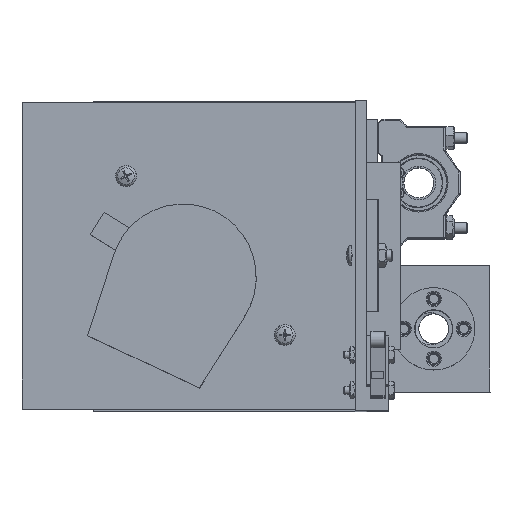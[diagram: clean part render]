
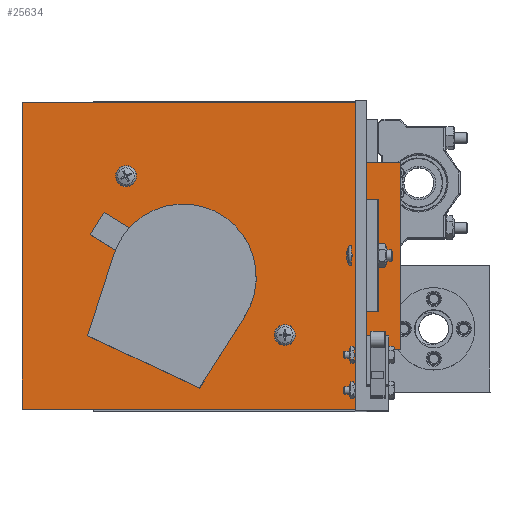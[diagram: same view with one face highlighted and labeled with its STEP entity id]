
A CAD part, top view. The second image highlights one B-rep face of the part: STEP entity #25634.
In plain terms, the highlighted planar face has unit normal (0, 0, 1).
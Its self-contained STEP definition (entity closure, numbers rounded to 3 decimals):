
#544=FACE_BOUND('',#4161,.T.);
#545=FACE_BOUND('',#4162,.T.);
#546=FACE_BOUND('',#4163,.T.);
#547=FACE_BOUND('',#4164,.T.);
#969=PLANE('',#27801);
#2595=FACE_OUTER_BOUND('',#4160,.T.);
#4160=EDGE_LOOP('',(#19004,#19005,#19006,#19007,#19008,#19009,#19010,#19011,
#19012,#19013));
#4161=EDGE_LOOP('',(#19014,#19015));
#4162=EDGE_LOOP('',(#19016,#19017));
#4163=EDGE_LOOP('',(#19018,#19019,#19020,#19021,#19022,#19023));
#4164=EDGE_LOOP('',(#19024,#19025));
#5916=CIRCLE('',#27760,17.5);
#5917=CIRCLE('',#27761,17.5);
#5932=CIRCLE('',#27802,2.8);
#5933=CIRCLE('',#27803,2.8);
#5934=CIRCLE('',#27804,2.8);
#5935=CIRCLE('',#27805,2.8);
#7473=LINE('',#42491,#8996);
#7476=LINE('',#42497,#8999);
#7480=LINE('',#42506,#9003);
#7484=LINE('',#42513,#9007);
#7487=LINE('',#42519,#9010);
#7491=LINE('',#42531,#9014);
#7494=LINE('',#42537,#9017);
#7505=LINE('',#42567,#9028);
#7506=LINE('',#42568,#9029);
#7507=LINE('',#42570,#9030);
#7508=LINE('',#42571,#9031);
#7509=LINE('',#42572,#9032);
#7510=LINE('',#42583,#9033);
#7511=LINE('',#42584,#9034);
#7512=LINE('',#42586,#9035);
#7513=LINE('',#42587,#9036);
#8996=VECTOR('',#32703,10.);
#8999=VECTOR('',#32708,10.);
#9003=VECTOR('',#32714,10.);
#9007=VECTOR('',#32720,10.);
#9010=VECTOR('',#32725,10.);
#9014=VECTOR('',#32735,10.);
#9017=VECTOR('',#32740,10.);
#9028=VECTOR('',#32765,10.);
#9029=VECTOR('',#32766,10.);
#9030=VECTOR('',#32767,10.);
#9031=VECTOR('',#32768,10.);
#9032=VECTOR('',#32769,10.);
#9033=VECTOR('',#32778,10.);
#9034=VECTOR('',#32779,10.);
#9035=VECTOR('',#32780,10.);
#9036=VECTOR('',#32781,10.);
#10826=VERTEX_POINT('',#42417);
#10827=VERTEX_POINT('',#42418);
#10849=VERTEX_POINT('',#42488);
#10850=VERTEX_POINT('',#42490);
#10852=VERTEX_POINT('',#42495);
#10855=VERTEX_POINT('',#42503);
#10856=VERTEX_POINT('',#42505);
#10858=VERTEX_POINT('',#42511);
#10860=VERTEX_POINT('',#42517);
#10864=VERTEX_POINT('',#42528);
#10865=VERTEX_POINT('',#42530);
#10867=VERTEX_POINT('',#42535);
#10878=VERTEX_POINT('',#42565);
#10879=VERTEX_POINT('',#42566);
#10880=VERTEX_POINT('',#42569);
#10881=VERTEX_POINT('',#42573);
#10882=VERTEX_POINT('',#42574);
#10883=VERTEX_POINT('',#42577);
#10884=VERTEX_POINT('',#42578);
#10885=VERTEX_POINT('',#42581);
#10886=VERTEX_POINT('',#42582);
#10887=VERTEX_POINT('',#42585);
#13752=EDGE_CURVE('',#10826,#10827,#5916,.T.);
#13753=EDGE_CURVE('',#10827,#10826,#5917,.T.);
#13785=EDGE_CURVE('',#10850,#10849,#7473,.T.);
#13788=EDGE_CURVE('',#10849,#10852,#7476,.T.);
#13792=EDGE_CURVE('',#10856,#10855,#7480,.T.);
#13796=EDGE_CURVE('',#10855,#10858,#7484,.T.);
#13799=EDGE_CURVE('',#10858,#10860,#7487,.T.);
#13804=EDGE_CURVE('',#10865,#10864,#7491,.T.);
#13807=EDGE_CURVE('',#10864,#10867,#7494,.T.);
#13822=EDGE_CURVE('',#10878,#10879,#7505,.T.);
#13823=EDGE_CURVE('',#10879,#10850,#7506,.T.);
#13824=EDGE_CURVE('',#10852,#10880,#7507,.T.);
#13825=EDGE_CURVE('',#10880,#10856,#7508,.T.);
#13826=EDGE_CURVE('',#10860,#10878,#7509,.T.);
#13827=EDGE_CURVE('',#10881,#10882,#5932,.T.);
#13828=EDGE_CURVE('',#10882,#10881,#5933,.T.);
#13829=EDGE_CURVE('',#10883,#10884,#5934,.T.);
#13830=EDGE_CURVE('',#10884,#10883,#5935,.T.);
#13831=EDGE_CURVE('',#10885,#10886,#7510,.T.);
#13832=EDGE_CURVE('',#10886,#10865,#7511,.T.);
#13833=EDGE_CURVE('',#10867,#10887,#7512,.T.);
#13834=EDGE_CURVE('',#10887,#10885,#7513,.T.);
#19004=ORIENTED_EDGE('',*,*,#13822,.T.);
#19005=ORIENTED_EDGE('',*,*,#13823,.T.);
#19006=ORIENTED_EDGE('',*,*,#13785,.T.);
#19007=ORIENTED_EDGE('',*,*,#13788,.T.);
#19008=ORIENTED_EDGE('',*,*,#13824,.T.);
#19009=ORIENTED_EDGE('',*,*,#13825,.T.);
#19010=ORIENTED_EDGE('',*,*,#13792,.T.);
#19011=ORIENTED_EDGE('',*,*,#13796,.T.);
#19012=ORIENTED_EDGE('',*,*,#13799,.T.);
#19013=ORIENTED_EDGE('',*,*,#13826,.T.);
#19014=ORIENTED_EDGE('',*,*,#13827,.T.);
#19015=ORIENTED_EDGE('',*,*,#13828,.T.);
#19016=ORIENTED_EDGE('',*,*,#13829,.T.);
#19017=ORIENTED_EDGE('',*,*,#13830,.T.);
#19018=ORIENTED_EDGE('',*,*,#13831,.T.);
#19019=ORIENTED_EDGE('',*,*,#13832,.T.);
#19020=ORIENTED_EDGE('',*,*,#13804,.T.);
#19021=ORIENTED_EDGE('',*,*,#13807,.T.);
#19022=ORIENTED_EDGE('',*,*,#13833,.T.);
#19023=ORIENTED_EDGE('',*,*,#13834,.T.);
#19024=ORIENTED_EDGE('',*,*,#13752,.T.);
#19025=ORIENTED_EDGE('',*,*,#13753,.T.);
#25634=ADVANCED_FACE('',(#2595,#544,#545,#546,#547),#969,.T.);
#27760=AXIS2_PLACEMENT_3D('',#42419,#32627,#32628);
#27761=AXIS2_PLACEMENT_3D('',#42420,#32629,#32630);
#27801=AXIS2_PLACEMENT_3D('',#42564,#32763,#32764);
#27802=AXIS2_PLACEMENT_3D('',#42575,#32770,#32771);
#27803=AXIS2_PLACEMENT_3D('',#42576,#32772,#32773);
#27804=AXIS2_PLACEMENT_3D('',#42579,#32774,#32775);
#27805=AXIS2_PLACEMENT_3D('',#42580,#32776,#32777);
#32627=DIRECTION('center_axis',(0.,0.,
-1.));
#32628=DIRECTION('ref_axis',(0.707,-0.707,0.));
#32629=DIRECTION('center_axis',(0.,0.,
-1.));
#32630=DIRECTION('ref_axis',(0.707,-0.707,0.));
#32703=DIRECTION('',(0.,1.,0.));
#32708=DIRECTION('',(-1.,0.,0.));
#32714=DIRECTION('',(-1.,0.,0.));
#32720=DIRECTION('',(0.,-1.,0.));
#32725=DIRECTION('',(1.,0.,0.));
#32735=DIRECTION('',(0.,-1.,0.));
#32740=DIRECTION('',(-1.,0.,0.));
#32763=DIRECTION('center_axis',(0.,0.,
1.));
#32764=DIRECTION('ref_axis',(0.,1.,0.));
#32765=DIRECTION('',(1.,0.,0.));
#32766=DIRECTION('',(1.,0.,0.));
#32767=DIRECTION('',(-1.,0.,0.));
#32768=DIRECTION('',(0.,1.,0.));
#32769=DIRECTION('',(0.,1.,0.));
#32770=DIRECTION('center_axis',(0.,0.,
-1.));
#32771=DIRECTION('ref_axis',(-0.889,-0.458,0.));
#32772=DIRECTION('center_axis',(0.,0.,
-1.));
#32773=DIRECTION('ref_axis',(-0.889,-0.458,0.));
#32774=DIRECTION('center_axis',(0.,0.,
-1.));
#32775=DIRECTION('ref_axis',(0.,1.,0.));
#32776=DIRECTION('center_axis',(0.,0.,
-1.));
#32777=DIRECTION('ref_axis',(0.,1.,0.));
#32778=DIRECTION('',(1.,0.,0.));
#32779=DIRECTION('',(1.,0.,0.));
#32780=DIRECTION('',(-1.,0.,0.));
#32781=DIRECTION('',(0.,1.,0.));
#42417=CARTESIAN_POINT('',(641.541,-264.867,265.106));
#42418=CARTESIAN_POINT('',(616.793,-240.118,265.1));
#42419=CARTESIAN_POINT('Origin',(629.167,-252.493,265.103));
#42420=CARTESIAN_POINT('Origin',(629.167,-252.493,265.103));
#42488=CARTESIAN_POINT('',(687.176,-221.584,265.116));
#42490=CARTESIAN_POINT('',(687.176,-271.584,265.116));
#42491=CARTESIAN_POINT('',(687.176,-271.584,265.116));
#42495=CARTESIAN_POINT('',(678.076,-221.584,265.114));
#42497=CARTESIAN_POINT('',(687.176,-221.584,265.116));
#42503=CARTESIAN_POINT('',(586.076,-205.584,265.093));
#42505=CARTESIAN_POINT('',(675.076,-205.584,265.114));
#42506=CARTESIAN_POINT('',(675.076,-205.584,265.114));
#42511=CARTESIAN_POINT('',(586.076,-287.584,265.093));
#42513=CARTESIAN_POINT('',(586.076,-205.584,265.093));
#42517=CARTESIAN_POINT('',(675.076,-287.584,265.114));
#42519=CARTESIAN_POINT('',(586.076,-287.584,265.093));
#42528=CARTESIAN_POINT('',(681.176,-261.584,265.115));
#42530=CARTESIAN_POINT('',(681.176,-231.584,265.115));
#42531=CARTESIAN_POINT('',(681.176,-231.584,265.115));
#42535=CARTESIAN_POINT('',(681.076,-261.584,265.115));
#42537=CARTESIAN_POINT('',(681.176,-261.584,265.115));
#42564=CARTESIAN_POINT('Origin',(636.626,-246.584,265.105));
#42565=CARTESIAN_POINT('',(675.076,-271.584,265.114));
#42566=CARTESIAN_POINT('',(678.076,-271.584,265.114));
#42567=CARTESIAN_POINT('',(675.076,-271.584,265.114));
#42568=CARTESIAN_POINT('',(675.076,-271.584,265.114));
#42569=CARTESIAN_POINT('',(675.076,-221.584,265.114));
#42570=CARTESIAN_POINT('',(687.176,-221.584,265.116));
#42571=CARTESIAN_POINT('',(675.076,-221.584,265.114));
#42572=CARTESIAN_POINT('',(675.076,-287.584,265.114));
#42573=CARTESIAN_POINT('',(611.373,-226.653,265.099));
#42574=CARTESIAN_POINT('',(616.352,-224.088,265.1));
#42575=CARTESIAN_POINT('Origin',(613.863,-225.371,265.1));
#42576=CARTESIAN_POINT('Origin',(613.863,-225.371,265.1));
#42577=CARTESIAN_POINT('',(656.289,-264.997,265.109));
#42578=CARTESIAN_POINT('',(656.289,-270.597,265.109));
#42579=CARTESIAN_POINT('Origin',(656.289,-267.797,265.109));
#42580=CARTESIAN_POINT('Origin',(656.289,-267.797,265.109));
#42581=CARTESIAN_POINT('',(678.076,-231.584,265.114));
#42582=CARTESIAN_POINT('',(681.076,-231.584,265.115));
#42583=CARTESIAN_POINT('',(678.076,-231.584,265.114));
#42584=CARTESIAN_POINT('',(678.076,-231.584,265.114));
#42585=CARTESIAN_POINT('',(678.076,-261.584,265.114));
#42586=CARTESIAN_POINT('',(681.176,-261.584,265.115));
#42587=CARTESIAN_POINT('',(678.076,-261.584,265.114));
